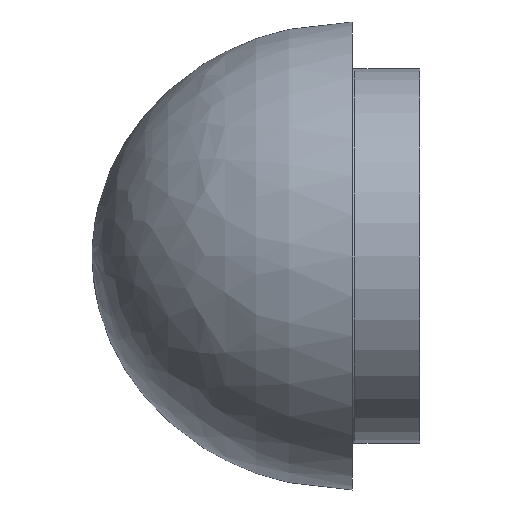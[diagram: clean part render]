
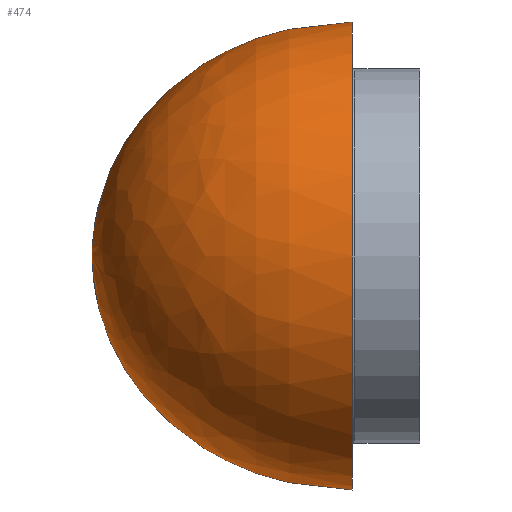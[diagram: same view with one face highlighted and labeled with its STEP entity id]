
A CAD part, left-side view. The second image highlights one B-rep face of the part: STEP entity #474.
In plain terms, the highlighted free-form (B-spline) face has degree [2, 2] with [3, 9] control points.
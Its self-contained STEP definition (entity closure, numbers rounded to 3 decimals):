
#15=ELLIPSE('',#544,50.,45.);
#17=(
BOUNDED_SURFACE()
B_SPLINE_SURFACE(2,2,((#1318,#1319,#1320,#1321,#1322,#1323,#1324,#1325,
#1326),(#1327,#1328,#1329,#1330,#1331,#1332,#1333,#1334,#1335),(#1336,#1337,
#1338,#1339,#1340,#1341,#1342,#1343,#1344)),.UNSPECIFIED.,.F.,.T.,.F.)
B_SPLINE_SURFACE_WITH_KNOTS((3,3),(3,2,2,2,3),(-1.571,0.),(0.,
1.571,3.142,4.712,6.283),
 .UNSPECIFIED.)
GEOMETRIC_REPRESENTATION_ITEM()
RATIONAL_B_SPLINE_SURFACE(((1.,0.707,1.,0.707,1.,
0.707,1.,0.707,1.),(0.707,0.5,0.707,
0.5,0.707,0.5,0.707,0.5,0.707),(1.,
0.707,1.,0.707,1.,0.707,1.,0.707,
1.)))
REPRESENTATION_ITEM('')
SURFACE()
);
#104=FACE_OUTER_BOUND('',#140,.T.);
#140=EDGE_LOOP('',(#430,#431,#432));
#146=CIRCLE('',#485,45.);
#189=VERTEX_POINT('',#709);
#228=VERTEX_POINT('',#1345);
#235=EDGE_CURVE('',#189,#189,#146,.T.);
#296=EDGE_CURVE('',#228,#189,#15,.T.);
#430=ORIENTED_EDGE('',*,*,#296,.F.);
#431=ORIENTED_EDGE('',*,*,#296,.T.);
#432=ORIENTED_EDGE('',*,*,#235,.F.);
#474=ADVANCED_FACE('',(#104),#17,.T.);
#485=AXIS2_PLACEMENT_3D('',#710,#564,#565);
#544=AXIS2_PLACEMENT_3D('',#1346,#693,#694);
#564=DIRECTION('center_axis',(0.,-1.,0.));
#565=DIRECTION('ref_axis',(1.,0.,0.));
#693=DIRECTION('center_axis',(0.,0.,-1.));
#694=DIRECTION('ref_axis',(0.,1.,0.));
#709=CARTESIAN_POINT('',(45.,1.5,0.));
#710=CARTESIAN_POINT('Origin',(0.,1.5,0.));
#1318=CARTESIAN_POINT('Ctrl Pts',(45.,1.5,0.));
#1319=CARTESIAN_POINT('Ctrl Pts',(45.,1.5,45.));
#1320=CARTESIAN_POINT('Ctrl Pts',(0.,1.5,45.));
#1321=CARTESIAN_POINT('Ctrl Pts',(-45.,1.5,45.));
#1322=CARTESIAN_POINT('Ctrl Pts',(-45.,1.5,0.));
#1323=CARTESIAN_POINT('Ctrl Pts',(-45.,1.5,-45.));
#1324=CARTESIAN_POINT('Ctrl Pts',(0.,1.5,-45.));
#1325=CARTESIAN_POINT('Ctrl Pts',(45.,1.5,-45.));
#1326=CARTESIAN_POINT('Ctrl Pts',(45.,1.5,0.));
#1327=CARTESIAN_POINT('Ctrl Pts',(45.,51.5,0.));
#1328=CARTESIAN_POINT('Ctrl Pts',(45.,51.5,45.));
#1329=CARTESIAN_POINT('Ctrl Pts',(0.,51.5,45.));
#1330=CARTESIAN_POINT('Ctrl Pts',(-45.,51.5,45.));
#1331=CARTESIAN_POINT('Ctrl Pts',(-45.,51.5,0.));
#1332=CARTESIAN_POINT('Ctrl Pts',(-45.,51.5,-45.));
#1333=CARTESIAN_POINT('Ctrl Pts',(0.,51.5,-45.));
#1334=CARTESIAN_POINT('Ctrl Pts',(45.,51.5,-45.));
#1335=CARTESIAN_POINT('Ctrl Pts',(45.,51.5,0.));
#1336=CARTESIAN_POINT('Ctrl Pts',(0.,51.5,0.));
#1337=CARTESIAN_POINT('Ctrl Pts',(0.,51.5,0.));
#1338=CARTESIAN_POINT('Ctrl Pts',(0.,51.5,0.));
#1339=CARTESIAN_POINT('Ctrl Pts',(0.,51.5,0.));
#1340=CARTESIAN_POINT('Ctrl Pts',(0.,51.5,0.));
#1341=CARTESIAN_POINT('Ctrl Pts',(0.,51.5,0.));
#1342=CARTESIAN_POINT('Ctrl Pts',(0.,51.5,0.));
#1343=CARTESIAN_POINT('Ctrl Pts',(0.,51.5,0.));
#1344=CARTESIAN_POINT('Ctrl Pts',(0.,51.5,0.));
#1345=CARTESIAN_POINT('',(0.,51.5,0.));
#1346=CARTESIAN_POINT('Origin',(0.,1.5,0.));
